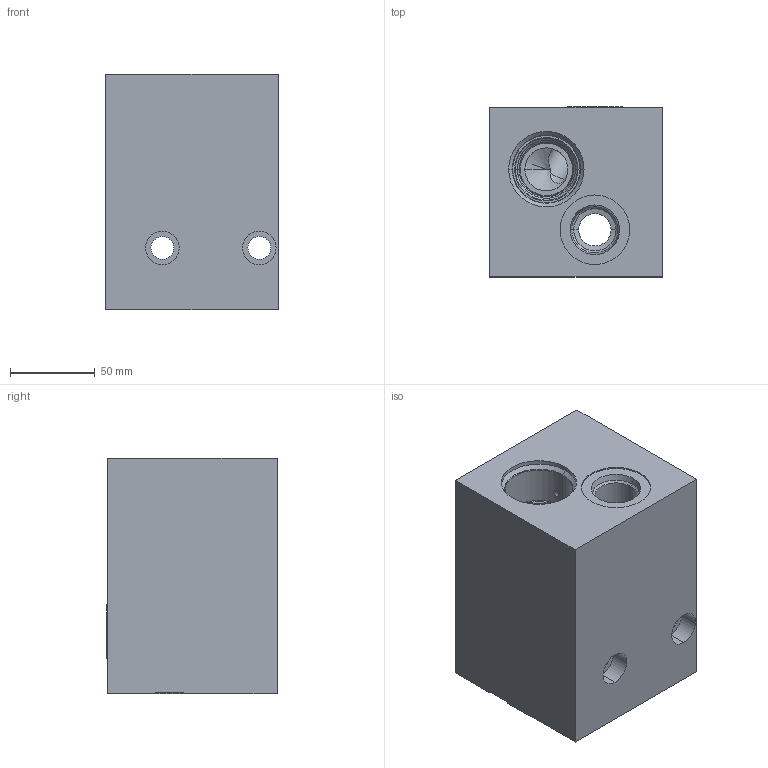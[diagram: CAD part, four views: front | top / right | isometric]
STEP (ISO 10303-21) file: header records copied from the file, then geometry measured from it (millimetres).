
FILE_DESCRIPTION((''),'2;1');
FILE_NAME('YVS_ASM','2019-07-26T',('ProEService'),(''),'PRO/ENGINEER BY PARAMETRIC TECHNOLOGY CORPORATION, 2014200','PRO/ENGINEER BY PARAMETRIC TECHNOLOGY CORPORATION, 2014200','');
FILE_SCHEMA(('CONFIG_CONTROL_DESIGN'));
Length unit declared in the file: inch
Products named in the file (3): 150-805-002; 500-001-121; YVS_ASM
Assembly tree (2 placements, depth 2):
  YVS_ASM
    150-805-002
    500-001-121
Bounding box: 101.6 x 100.48 x 138.91 mm (x, y, z)
Volume: 1121768.7 mm3; surface area: 121325.2 mm2
Topology: 2 solids, 2 shells, 159 faces, 610 edges, 560 vertices
Faces by surface type: cylinder 68, cone 51, plane 17, torus 10, sphere 9, revolution 4
Entity records: 8053 total; most frequent: CARTESIAN_POINT 3127, DIRECTION 1023, ORIENTED_EDGE 778, EDGE_CURVE 389, VECTOR 341, LINE 341, AXIS2_PLACEMENT_3D 339, VERTEX_POINT 237
